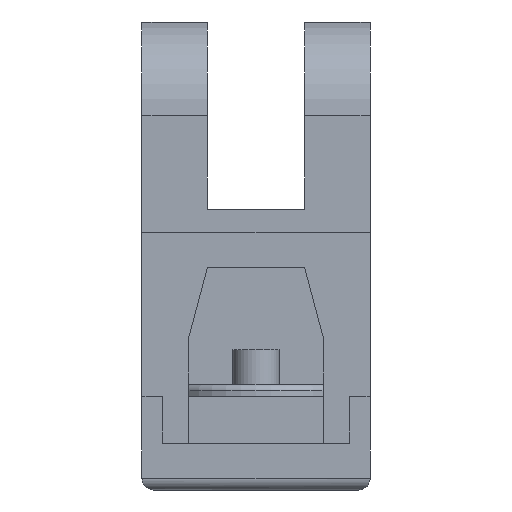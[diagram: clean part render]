
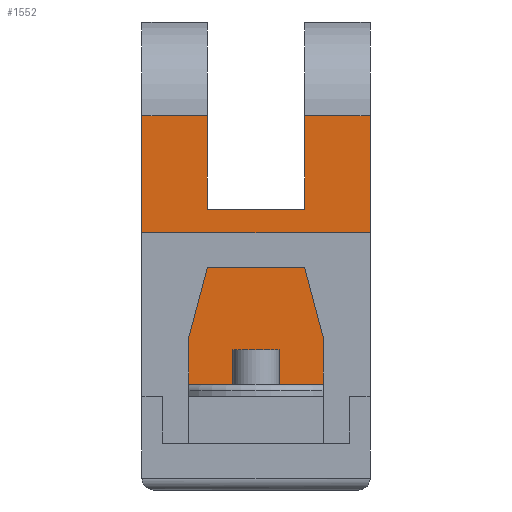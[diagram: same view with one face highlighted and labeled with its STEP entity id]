
A CAD part, front view. The second image highlights one B-rep face of the part: STEP entity #1552.
In plain terms, the highlighted planar face has unit normal (0, -1, 0).
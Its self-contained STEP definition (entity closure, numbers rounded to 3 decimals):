
#92=PLANE('',#1691);
#181=FACE_OUTER_BOUND('',#279,.T.);
#279=EDGE_LOOP('',(#1438,#1439,#1440,#1441,#1442,#1443,#1444,#1445));
#300=LINE('',#2207,#463);
#327=LINE('',#2278,#490);
#331=LINE('',#2284,#494);
#409=LINE('',#2457,#572);
#411=LINE('',#2463,#574);
#440=LINE('',#2567,#603);
#442=LINE('',#2573,#605);
#443=LINE('',#2576,#606);
#463=VECTOR('',#1767,10.);
#490=VECTOR('',#1822,10.);
#494=VECTOR('',#1828,10.);
#572=VECTOR('',#1972,10.);
#574=VECTOR('',#1980,10.);
#603=VECTOR('',#2115,10.);
#605=VECTOR('',#2125,10.);
#606=VECTOR('',#2130,10.);
#678=VERTEX_POINT('',#2204);
#679=VERTEX_POINT('',#2206);
#707=VERTEX_POINT('',#2274);
#709=VERTEX_POINT('',#2277);
#772=VERTEX_POINT('',#2455);
#773=VERTEX_POINT('',#2461);
#794=VERTEX_POINT('',#2565);
#795=VERTEX_POINT('',#2566);
#830=EDGE_CURVE('',#678,#679,#300,.T.);
#864=EDGE_CURVE('',#709,#707,#327,.T.);
#868=EDGE_CURVE('',#707,#679,#331,.T.);
#957=EDGE_CURVE('',#772,#678,#409,.T.);
#961=EDGE_CURVE('',#772,#773,#411,.T.);
#1009=EDGE_CURVE('',#794,#795,#440,.T.);
#1012=EDGE_CURVE('',#773,#794,#442,.T.);
#1013=EDGE_CURVE('',#795,#709,#443,.T.);
#1438=ORIENTED_EDGE('',*,*,#864,.T.);
#1439=ORIENTED_EDGE('',*,*,#868,.T.);
#1440=ORIENTED_EDGE('',*,*,#830,.F.);
#1441=ORIENTED_EDGE('',*,*,#957,.F.);
#1442=ORIENTED_EDGE('',*,*,#961,.T.);
#1443=ORIENTED_EDGE('',*,*,#1012,.T.);
#1444=ORIENTED_EDGE('',*,*,#1009,.T.);
#1445=ORIENTED_EDGE('',*,*,#1013,.T.);
#1552=ADVANCED_FACE('',(#181),#92,.T.);
#1691=AXIS2_PLACEMENT_3D('',#2575,#2128,#2129);
#1767=DIRECTION('',(0.,0.,1.));
#1822=DIRECTION('',(0.,0.,1.));
#1828=DIRECTION('',(-1.,0.,0.));
#1972=DIRECTION('',(-1.,0.,0.));
#1980=DIRECTION('',(0.,0.,1.));
#2115=DIRECTION('',(0.,0.,-1.));
#2125=DIRECTION('',(-1.,0.,0.));
#2128=DIRECTION('center_axis',(0.,-1.,0.));
#2129=DIRECTION('ref_axis',(1.,0.,0.));
#2130=DIRECTION('',(-1.,0.,0.));
#2204=CARTESIAN_POINT('',(-4.875,-4.,4.5));
#2206=CARTESIAN_POINT('',(-4.875,-4.,16.));
#2207=CARTESIAN_POINT('',(-4.875,-4.,0.));
#2274=CARTESIAN_POINT('',(-2.075,-4.,16.));
#2277=CARTESIAN_POINT('',(-2.075,-4.,12.));
#2278=CARTESIAN_POINT('',(-2.075,-4.,8.));
#2284=CARTESIAN_POINT('',(-4.875,-4.,16.));
#2455=CARTESIAN_POINT('',(4.875,-4.,4.5));
#2457=CARTESIAN_POINT('',(-6.125,-4.,4.5));
#2461=CARTESIAN_POINT('',(4.875,-4.,16.));
#2463=CARTESIAN_POINT('',(4.875,-4.,0.));
#2565=CARTESIAN_POINT('',(2.075,-4.,16.));
#2566=CARTESIAN_POINT('',(2.075,-4.,12.));
#2567=CARTESIAN_POINT('',(2.075,-4.,8.));
#2573=CARTESIAN_POINT('',(-4.875,-4.,16.));
#2575=CARTESIAN_POINT('Origin',(-4.875,-4.,0.));
#2576=CARTESIAN_POINT('',(-3.375,-4.,12.));
